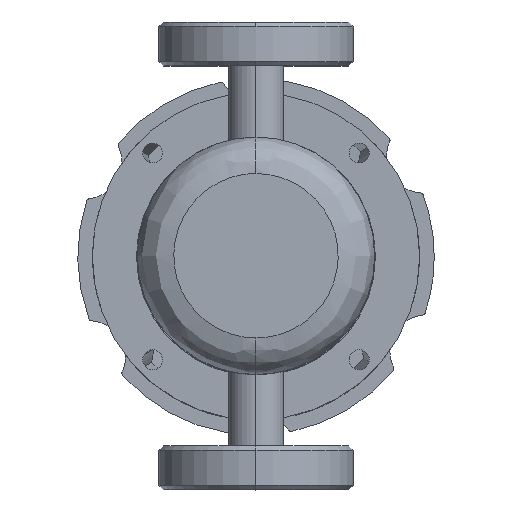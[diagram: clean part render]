
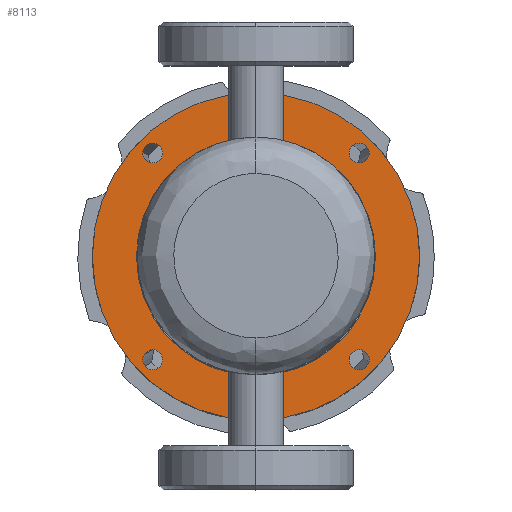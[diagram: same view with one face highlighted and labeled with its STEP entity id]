
A CAD part, top view. The second image highlights one B-rep face of the part: STEP entity #8113.
In plain terms, the highlighted planar face has unit normal (0, 0, 1).
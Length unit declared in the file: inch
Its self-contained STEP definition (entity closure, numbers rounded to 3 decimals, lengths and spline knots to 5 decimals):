
#368 = AXIS2_PLACEMENT_3D ( 'NONE', #1065, #15302, #9336 ) ;
#487 = CIRCLE ( 'NONE', #3336, 0.068 ) ;
#563 = DIRECTION ( 'NONE',  ( -1., 0., 0. ) ) ;
#618 = CIRCLE ( 'NONE', #2065, 0.068 ) ;
#621 = CARTESIAN_POINT ( 'NONE',  ( 0.70711, -0.70711, -0.72 ) ) ;
#974 = AXIS2_PLACEMENT_3D ( 'NONE', #1696, #8770, #563 ) ;
#1065 = CARTESIAN_POINT ( 'NONE',  ( 0.70711, 0.70711, -0.72 ) ) ;
#1381 = VERTEX_POINT ( 'NONE', #12330 ) ;
#1390 = FACE_BOUND ( 'NONE', #14632, .T. ) ;
#1548 = ORIENTED_EDGE ( 'NONE', *, *, #7617, .T. ) ;
#1696 = CARTESIAN_POINT ( 'NONE',  ( -0.70711, 0.70711, -0.72 ) ) ;
#1769 = FACE_BOUND ( 'NONE', #3526, .T. ) ;
#1781 = DIRECTION ( 'NONE',  ( 0., 0., -1. ) ) ;
#1848 = CIRCLE ( 'NONE', #974, 0.068 ) ;
#1935 = CIRCLE ( 'NONE', #11386, 0.068 ) ;
#2036 = ORIENTED_EDGE ( 'NONE', *, *, #14044, .T. ) ;
#2065 = AXIS2_PLACEMENT_3D ( 'NONE', #7445, #14566, #4431 ) ;
#2219 = CARTESIAN_POINT ( 'NONE',  ( -0.39598, -0.39598, -0.72 ) ) ;
#2267 = EDGE_CURVE ( 'NONE', #6503, #12829, #618, .T. ) ;
#2419 = CARTESIAN_POINT ( 'NONE',  ( -0.70711, 0.70711, -0.72 ) ) ;
#2457 = EDGE_LOOP ( 'NONE', ( #14779, #10658 ) ) ;
#2734 = CIRCLE ( 'NONE', #368, 0.068 ) ;
#2791 = CARTESIAN_POINT ( 'NONE',  ( -0.70711, -0.63911, -0.72 ) ) ;
#2861 = CIRCLE ( 'NONE', #4419, 1.12 ) ;
#2936 = AXIS2_PLACEMENT_3D ( 'NONE', #2219, #6406, #9537 ) ;
#3160 = DIRECTION ( 'NONE',  ( 0., 0., -1. ) ) ;
#3336 = AXIS2_PLACEMENT_3D ( 'NONE', #3600, #5453, #5154 ) ;
#3526 = EDGE_LOOP ( 'NONE', ( #1548, #14283 ) ) ;
#3557 = DIRECTION ( 'NONE',  ( 1., 0., 0. ) ) ;
#3600 = CARTESIAN_POINT ( 'NONE',  ( 0.70711, 0.70711, -0.72 ) ) ;
#3634 = VERTEX_POINT ( 'NONE', #2791 ) ;
#3690 = PLANE ( 'NONE',  #2936 ) ;
#3947 = CARTESIAN_POINT ( 'NONE',  ( -0.70711, -0.70711, -0.72 ) ) ;
#4052 = VERTEX_POINT ( 'NONE', #14703 ) ;
#4419 = AXIS2_PLACEMENT_3D ( 'NONE', #12990, #4596, #7000 ) ;
#4431 = DIRECTION ( 'NONE',  ( 0., 1., 0. ) ) ;
#4526 = FACE_BOUND ( 'NONE', #2457, .T. ) ;
#4596 = DIRECTION ( 'NONE',  ( 0., 0., 1. ) ) ;
#4647 = DIRECTION ( 'NONE',  ( 0., 0., -1. ) ) ;
#4907 = FACE_OUTER_BOUND ( 'NONE', #14230, .T. ) ;
#4985 = EDGE_CURVE ( 'NONE', #12829, #6503, #5176, .T. ) ;
#5154 = DIRECTION ( 'NONE',  ( -1., 0., 0. ) ) ;
#5176 = CIRCLE ( 'NONE', #11751, 0.068 ) ;
#5182 = VERTEX_POINT ( 'NONE', #10321 ) ;
#5356 = CIRCLE ( 'NONE', #6299, 0.8175 ) ;
#5437 = ORIENTED_EDGE ( 'NONE', *, *, #2267, .T. ) ;
#5453 = DIRECTION ( 'NONE',  ( 0., 0., -1. ) ) ;
#5643 = CARTESIAN_POINT ( 'NONE',  ( -0.70711, -0.77511, -0.72 ) ) ;
#5790 = CIRCLE ( 'NONE', #14348, 0.068 ) ;
#6295 = DIRECTION ( 'NONE',  ( 0., 0., -1. ) ) ;
#6299 = AXIS2_PLACEMENT_3D ( 'NONE', #15133, #3160, #11811 ) ;
#6364 = EDGE_CURVE ( 'NONE', #10654, #5182, #7344, .T. ) ;
#6406 = DIRECTION ( 'NONE',  ( 0., 0., 1. ) ) ;
#6503 = VERTEX_POINT ( 'NONE', #11651 ) ;
#6590 = CIRCLE ( 'NONE', #6944, 0.8175 ) ;
#6944 = AXIS2_PLACEMENT_3D ( 'NONE', #11300, #14919, #14345 ) ;
#7000 = DIRECTION ( 'NONE',  ( 1., 0., 0. ) ) ;
#7122 = CARTESIAN_POINT ( 'NONE',  ( -0.77511, 0.70711, -0.72 ) ) ;
#7264 = EDGE_CURVE ( 'NONE', #1381, #13915, #487, .T. ) ;
#7319 = DIRECTION ( 'NONE',  ( 0., 1., 0. ) ) ;
#7344 = CIRCLE ( 'NONE', #10719, 0.068 ) ;
#7354 = CARTESIAN_POINT ( 'NONE',  ( -0.8175, 0., -0.72 ) ) ;
#7445 = CARTESIAN_POINT ( 'NONE',  ( 0.70711, -0.70711, -0.72 ) ) ;
#7446 = CARTESIAN_POINT ( 'NONE',  ( -1.12, 0., -0.72 ) ) ;
#7617 = EDGE_CURVE ( 'NONE', #4052, #10193, #6590, .T. ) ;
#7723 = DIRECTION ( 'NONE',  ( 0., 0., -1. ) ) ;
#8113 = ADVANCED_FACE ( 'NONE', ( #1769, #4907, #10844, #11584, #1390, #4526 ), #3690, .T. ) ;
#8687 = CARTESIAN_POINT ( 'NONE',  ( 1.12, 0., -0.72 ) ) ;
#8770 = DIRECTION ( 'NONE',  ( 0., 0., -1. ) ) ;
#8853 = DIRECTION ( 'NONE',  ( 0., 1., 0. ) ) ;
#8855 = VERTEX_POINT ( 'NONE', #8687 ) ;
#8871 = CARTESIAN_POINT ( 'NONE',  ( 0., 0., -0.72 ) ) ;
#9062 = ORIENTED_EDGE ( 'NONE', *, *, #14087, .T. ) ;
#9295 = EDGE_CURVE ( 'NONE', #8855, #14811, #2861, .T. ) ;
#9336 = DIRECTION ( 'NONE',  ( -1., 0., 0. ) ) ;
#9537 = DIRECTION ( 'NONE',  ( 1., 0., 0. ) ) ;
#9627 = EDGE_LOOP ( 'NONE', ( #5437, #14173 ) ) ;
#10032 = EDGE_CURVE ( 'NONE', #11369, #3634, #5790, .T. ) ;
#10061 = CARTESIAN_POINT ( 'NONE',  ( -0.70711, -0.70711, -0.72 ) ) ;
#10193 = VERTEX_POINT ( 'NONE', #7354 ) ;
#10305 = AXIS2_PLACEMENT_3D ( 'NONE', #8871, #15432, #3557 ) ;
#10321 = CARTESIAN_POINT ( 'NONE',  ( -0.63911, 0.70711, -0.72 ) ) ;
#10654 = VERTEX_POINT ( 'NONE', #7122 ) ;
#10658 = ORIENTED_EDGE ( 'NONE', *, *, #14281, .T. ) ;
#10719 = AXIS2_PLACEMENT_3D ( 'NONE', #2419, #4647, #11747 ) ;
#10844 = FACE_BOUND ( 'NONE', #9627, .T. ) ;
#11300 = CARTESIAN_POINT ( 'NONE',  ( 0., 0., -0.72 ) ) ;
#11315 = CARTESIAN_POINT ( 'NONE',  ( 0.70711, -0.77511, -0.72 ) ) ;
#11369 = VERTEX_POINT ( 'NONE', #5643 ) ;
#11386 = AXIS2_PLACEMENT_3D ( 'NONE', #3947, #6295, #13397 ) ;
#11409 = ORIENTED_EDGE ( 'NONE', *, *, #6364, .T. ) ;
#11584 = FACE_BOUND ( 'NONE', #12364, .T. ) ;
#11651 = CARTESIAN_POINT ( 'NONE',  ( 0.70711, -0.63911, -0.72 ) ) ;
#11747 = DIRECTION ( 'NONE',  ( -1., 0., 0. ) ) ;
#11751 = AXIS2_PLACEMENT_3D ( 'NONE', #621, #7723, #7319 ) ;
#11811 = DIRECTION ( 'NONE',  ( 1., 0., 0. ) ) ;
#12330 = CARTESIAN_POINT ( 'NONE',  ( 0.63911, 0.70711, -0.72 ) ) ;
#12364 = EDGE_LOOP ( 'NONE', ( #2036, #13991 ) ) ;
#12829 = VERTEX_POINT ( 'NONE', #11315 ) ;
#12990 = CARTESIAN_POINT ( 'NONE',  ( 0., 0., -0.72 ) ) ;
#13069 = ORIENTED_EDGE ( 'NONE', *, *, #13724, .T. ) ;
#13397 = DIRECTION ( 'NONE',  ( 0., 1., 0. ) ) ;
#13724 = EDGE_CURVE ( 'NONE', #5182, #10654, #1848, .T. ) ;
#13843 = CARTESIAN_POINT ( 'NONE',  ( 0.77511, 0.70711, -0.72 ) ) ;
#13915 = VERTEX_POINT ( 'NONE', #13843 ) ;
#13991 = ORIENTED_EDGE ( 'NONE', *, *, #10032, .T. ) ;
#14044 = EDGE_CURVE ( 'NONE', #3634, #11369, #1935, .T. ) ;
#14087 = EDGE_CURVE ( 'NONE', #14811, #8855, #14251, .T. ) ;
#14173 = ORIENTED_EDGE ( 'NONE', *, *, #4985, .T. ) ;
#14230 = EDGE_LOOP ( 'NONE', ( #15022, #9062 ) ) ;
#14251 = CIRCLE ( 'NONE', #10305, 1.12 ) ;
#14281 = EDGE_CURVE ( 'NONE', #13915, #1381, #2734, .T. ) ;
#14283 = ORIENTED_EDGE ( 'NONE', *, *, #15203, .T. ) ;
#14345 = DIRECTION ( 'NONE',  ( 1., 0., 0. ) ) ;
#14348 = AXIS2_PLACEMENT_3D ( 'NONE', #10061, #1781, #8853 ) ;
#14566 = DIRECTION ( 'NONE',  ( 0., 0., -1. ) ) ;
#14632 = EDGE_LOOP ( 'NONE', ( #11409, #13069 ) ) ;
#14703 = CARTESIAN_POINT ( 'NONE',  ( 0.8175, 0., -0.72 ) ) ;
#14779 = ORIENTED_EDGE ( 'NONE', *, *, #7264, .T. ) ;
#14811 = VERTEX_POINT ( 'NONE', #7446 ) ;
#14919 = DIRECTION ( 'NONE',  ( 0., 0., -1. ) ) ;
#15022 = ORIENTED_EDGE ( 'NONE', *, *, #9295, .T. ) ;
#15133 = CARTESIAN_POINT ( 'NONE',  ( 0., 0., -0.72 ) ) ;
#15203 = EDGE_CURVE ( 'NONE', #10193, #4052, #5356, .T. ) ;
#15302 = DIRECTION ( 'NONE',  ( 0., 0., -1. ) ) ;
#15432 = DIRECTION ( 'NONE',  ( 0., 0., 1. ) ) ;
